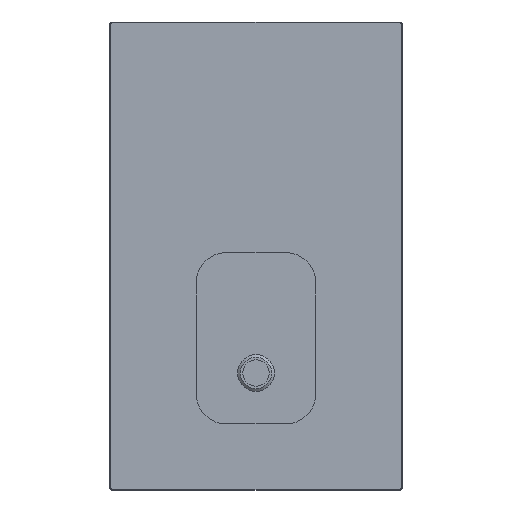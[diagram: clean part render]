
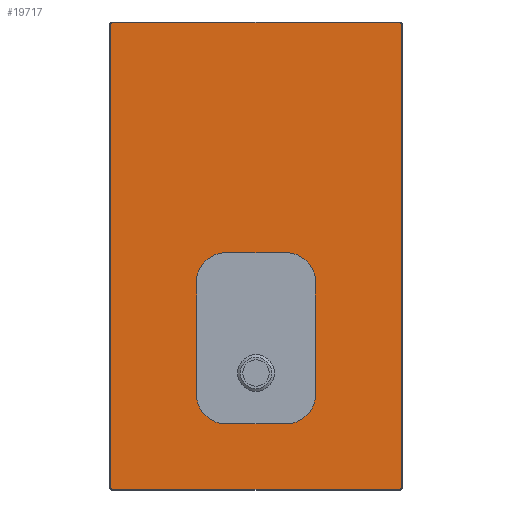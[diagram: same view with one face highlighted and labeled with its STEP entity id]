
A CAD part, front view. The second image highlights one B-rep face of the part: STEP entity #19717.
In plain terms, the highlighted planar face has unit normal (0, -1, 0).
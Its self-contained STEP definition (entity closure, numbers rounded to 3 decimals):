
#19368=DIRECTION('',(0.,0.,1.));
#19369=VECTOR('',#19368,1586.);
#19370=CARTESIAN_POINT('',(496.8,-40.,-393.));
#19371=LINE('',#19370,#19369);
#19376=DIRECTION('',(1.,0.,0.));
#19377=VECTOR('',#19376,206.46);
#19378=CARTESIAN_POINT('',(-103.23,-40.,411.332));
#19379=LINE('',#19378,#19377);
#19380=CARTESIAN_POINT('',(-103.23,-40.,311.332));
#19381=DIRECTION('',(0.,1.,0.));
#19382=DIRECTION('',(-1.,0.,0.));
#19383=AXIS2_PLACEMENT_3D('',#19380,#19381,#19382);
#19385=DIRECTION('',(0.,0.,1.));
#19386=VECTOR('',#19385,384.965);
#19387=CARTESIAN_POINT('',(-203.23,-40.,-73.633));
#19388=LINE('',#19387,#19386);
#19389=CARTESIAN_POINT('',(-103.23,-40.,-73.633));
#19390=DIRECTION('',(0.,1.,0.));
#19391=DIRECTION('',(0.,0.,-1.));
#19392=AXIS2_PLACEMENT_3D('',#19389,#19390,#19391);
#19394=DIRECTION('',(-1.,0.,0.));
#19395=VECTOR('',#19394,206.46);
#19396=CARTESIAN_POINT('',(103.23,-40.,-173.633));
#19397=LINE('',#19396,#19395);
#19398=CARTESIAN_POINT('',(103.23,-40.,-73.633));
#19399=DIRECTION('',(0.,1.,0.));
#19400=DIRECTION('',(1.,0.,0.));
#19401=AXIS2_PLACEMENT_3D('',#19398,#19399,#19400);
#19403=DIRECTION('',(0.,0.,-1.));
#19404=VECTOR('',#19403,384.965);
#19405=CARTESIAN_POINT('',(203.23,-40.,311.332));
#19406=LINE('',#19405,#19404);
#19407=CARTESIAN_POINT('',(103.23,-40.,311.332));
#19408=DIRECTION('',(0.,1.,0.));
#19409=DIRECTION('',(0.,0.,1.));
#19410=AXIS2_PLACEMENT_3D('',#19407,#19408,#19409);
#19444=CARTESIAN_POINT('',(493.,-40.,-393.));
#19445=DIRECTION('',(0.,-1.,0.));
#19446=DIRECTION('',(0.,0.,-1.));
#19447=AXIS2_PLACEMENT_3D('',#19444,#19445,#19446);
#19453=DIRECTION('',(1.,0.,0.));
#19454=VECTOR('',#19453,986.);
#19455=CARTESIAN_POINT('',(-493.,-40.,-396.8));
#19456=LINE('',#19455,#19454);
#19461=CARTESIAN_POINT('',(-493.,-40.,-393.));
#19462=DIRECTION('',(0.,-1.,0.));
#19463=DIRECTION('',(-1.,0.,0.));
#19464=AXIS2_PLACEMENT_3D('',#19461,#19462,#19463);
#19470=DIRECTION('',(0.,0.,-1.));
#19471=VECTOR('',#19470,1586.);
#19472=CARTESIAN_POINT('',(-496.8,-40.,1193.));
#19473=LINE('',#19472,#19471);
#19478=CARTESIAN_POINT('',(-493.,-40.,1193.));
#19479=DIRECTION('',(0.,-1.,0.));
#19480=DIRECTION('',(0.,0.,1.));
#19481=AXIS2_PLACEMENT_3D('',#19478,#19479,#19480);
#19487=DIRECTION('',(-1.,0.,0.));
#19488=VECTOR('',#19487,986.);
#19489=CARTESIAN_POINT('',(493.,-40.,1196.8));
#19490=LINE('',#19489,#19488);
#19495=CARTESIAN_POINT('',(493.,-40.,1193.));
#19496=DIRECTION('',(0.,-1.,0.));
#19497=DIRECTION('',(1.,0.,0.));
#19498=AXIS2_PLACEMENT_3D('',#19495,#19496,#19497);
#19528=CARTESIAN_POINT('',(-103.23,-40.,411.332));
#19529=CARTESIAN_POINT('',(103.23,-40.,411.332));
#19530=VERTEX_POINT('',#19528);
#19531=VERTEX_POINT('',#19529);
#19532=CARTESIAN_POINT('',(203.23,-40.,311.332));
#19533=VERTEX_POINT('',#19532);
#19534=CARTESIAN_POINT('',(203.23,-40.,-73.633));
#19535=VERTEX_POINT('',#19534);
#19536=CARTESIAN_POINT('',(103.23,-40.,-173.633));
#19537=VERTEX_POINT('',#19536);
#19538=CARTESIAN_POINT('',(-103.23,-40.,-173.633));
#19539=VERTEX_POINT('',#19538);
#19540=CARTESIAN_POINT('',(-203.23,-40.,-73.633));
#19541=VERTEX_POINT('',#19540);
#19542=CARTESIAN_POINT('',(-203.23,-40.,311.332));
#19543=VERTEX_POINT('',#19542);
#19544=CARTESIAN_POINT('',(496.8,-40.,-393.));
#19545=CARTESIAN_POINT('',(496.8,-40.,1193.));
#19546=VERTEX_POINT('',#19544);
#19547=VERTEX_POINT('',#19545);
#19548=CARTESIAN_POINT('',(493.,-40.,1196.8));
#19549=VERTEX_POINT('',#19548);
#19550=CARTESIAN_POINT('',(-493.,-40.,1196.8));
#19551=VERTEX_POINT('',#19550);
#19552=CARTESIAN_POINT('',(-496.8,-40.,1193.));
#19553=VERTEX_POINT('',#19552);
#19554=CARTESIAN_POINT('',(-496.8,-40.,-393.));
#19555=VERTEX_POINT('',#19554);
#19556=CARTESIAN_POINT('',(-493.,-40.,-396.8));
#19557=VERTEX_POINT('',#19556);
#19558=CARTESIAN_POINT('',(493.,-40.,-396.8));
#19559=VERTEX_POINT('',#19558);
#19677=CARTESIAN_POINT('',(0.,-40.,0.));
#19678=DIRECTION('',(0.,-1.,0.));
#19679=DIRECTION('',(1.,0.,0.));
#19680=AXIS2_PLACEMENT_3D('',#19677,#19678,#19679);
#19681=PLANE('',#19680);
#19682=ORIENTED_EDGE('',*,*,#19667,.F.);
#19684=ORIENTED_EDGE('',*,*,#19683,.F.);
#19686=ORIENTED_EDGE('',*,*,#19685,.F.);
#19688=ORIENTED_EDGE('',*,*,#19687,.F.);
#19690=ORIENTED_EDGE('',*,*,#19689,.F.);
#19692=ORIENTED_EDGE('',*,*,#19691,.F.);
#19694=ORIENTED_EDGE('',*,*,#19693,.F.);
#19696=ORIENTED_EDGE('',*,*,#19695,.F.);
#19697=EDGE_LOOP('',(#19682,#19684,#19686,#19688,#19690,#19692,#19694,#19696));
#19698=FACE_OUTER_BOUND('',#19697,.F.);
#19700=ORIENTED_EDGE('',*,*,#19699,.F.);
#19702=ORIENTED_EDGE('',*,*,#19701,.F.);
#19704=ORIENTED_EDGE('',*,*,#19703,.F.);
#19706=ORIENTED_EDGE('',*,*,#19705,.F.);
#19708=ORIENTED_EDGE('',*,*,#19707,.F.);
#19710=ORIENTED_EDGE('',*,*,#19709,.F.);
#19712=ORIENTED_EDGE('',*,*,#19711,.F.);
#19714=ORIENTED_EDGE('',*,*,#19713,.F.);
#19715=EDGE_LOOP('',(#19700,#19702,#19704,#19706,#19708,#19710,#19712,#19714));
#19716=FACE_BOUND('',#19715,.F.);
#19717=ADVANCED_FACE('',(#19698,#19716),#19681,.T.);
#19384=CIRCLE('',#19383,100.);
#19393=CIRCLE('',#19392,100.);
#19402=CIRCLE('',#19401,100.);
#19411=CIRCLE('',#19410,100.);
#19448=CIRCLE('',#19447,3.8);
#19465=CIRCLE('',#19464,3.8);
#19482=CIRCLE('',#19481,3.8);
#19499=CIRCLE('',#19498,3.8);
#19667=EDGE_CURVE('',#19546,#19547,#19371,.T.);
#19683=EDGE_CURVE('',#19559,#19546,#19448,.T.);
#19685=EDGE_CURVE('',#19557,#19559,#19456,.T.);
#19687=EDGE_CURVE('',#19555,#19557,#19465,.T.);
#19689=EDGE_CURVE('',#19553,#19555,#19473,.T.);
#19691=EDGE_CURVE('',#19551,#19553,#19482,.T.);
#19693=EDGE_CURVE('',#19549,#19551,#19490,.T.);
#19695=EDGE_CURVE('',#19547,#19549,#19499,.T.);
#19699=EDGE_CURVE('',#19530,#19531,#19379,.T.);
#19701=EDGE_CURVE('',#19543,#19530,#19384,.T.);
#19703=EDGE_CURVE('',#19541,#19543,#19388,.T.);
#19705=EDGE_CURVE('',#19539,#19541,#19393,.T.);
#19707=EDGE_CURVE('',#19537,#19539,#19397,.T.);
#19709=EDGE_CURVE('',#19535,#19537,#19402,.T.);
#19711=EDGE_CURVE('',#19533,#19535,#19406,.T.);
#19713=EDGE_CURVE('',#19531,#19533,#19411,.T.);
